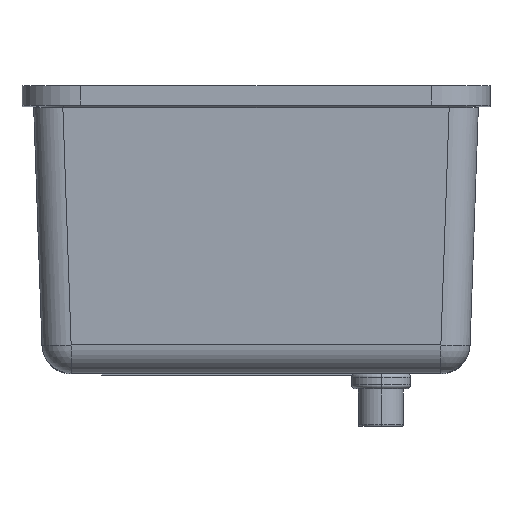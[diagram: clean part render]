
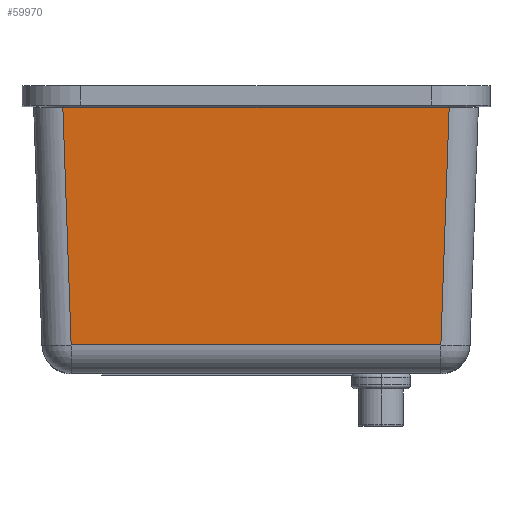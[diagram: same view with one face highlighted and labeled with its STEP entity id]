
A CAD part, top view. The second image highlights one B-rep face of the part: STEP entity #59970.
In plain terms, the highlighted face is planar.
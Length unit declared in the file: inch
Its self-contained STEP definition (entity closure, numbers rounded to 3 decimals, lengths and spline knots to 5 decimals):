
#920 = EDGE_LOOP ( 'NONE', ( #42002, #15004, #14744, #10827 ) ) ;
#3908 = VERTEX_POINT ( 'NONE', #93910 ) ;
#3926 = PLANE ( 'NONE',  #10816 ) ;
#8498 = VERTEX_POINT ( 'NONE', #8611 ) ;
#8611 = CARTESIAN_POINT ( 'NONE',  ( -1.44694, -1.51953, -1.18505 ) ) ;
#10219 = EDGE_CURVE ( 'NONE', #36073, #8498, #69427, .T. ) ;
#10591 = DIRECTION ( 'NONE',  ( -0.999, -0.035, 0. ) ) ;
#10816 = AXIS2_PLACEMENT_3D ( 'NONE', #90723, #10591, #68327 ) ;
#10827 = ORIENTED_EDGE ( 'NONE', *, *, #10219, .T. ) ;
#13733 = CARTESIAN_POINT ( 'NONE',  ( -1.44694, -1.51953, 1.18505 ) ) ;
#14744 = ORIENTED_EDGE ( 'NONE', *, *, #21105, .F. ) ;
#15004 = ORIENTED_EDGE ( 'NONE', *, *, #28930, .T. ) ;
#16104 = LINE ( 'NONE', #30110, #69773 ) ;
#16735 = FACE_OUTER_BOUND ( 'NONE', #920, .T. ) ;
#18763 = CARTESIAN_POINT ( 'NONE',  ( -1.49676, -0.09277, 1.23487 ) ) ;
#21105 = EDGE_CURVE ( 'NONE', #36073, #3908, #33489, .T. ) ;
#27140 = LINE ( 'NONE', #18763, #56826 ) ;
#27258 = CARTESIAN_POINT ( 'NONE',  ( -1.5, 0., -1.425 ) ) ;
#28930 = EDGE_CURVE ( 'NONE', #32488, #3908, #27140, .T. ) ;
#30110 = CARTESIAN_POINT ( 'NONE',  ( -1.44694, -1.51953, -1.425 ) ) ;
#32050 = EDGE_CURVE ( 'NONE', #8498, #32488, #16104, .T. ) ;
#32488 = VERTEX_POINT ( 'NONE', #13733 ) ;
#33489 = LINE ( 'NONE', #27258, #72282 ) ;
#34679 = DIRECTION ( 'NONE',  ( 0.035, -0.999, 0.035 ) ) ;
#36073 = VERTEX_POINT ( 'NONE', #86458 ) ;
#42002 = ORIENTED_EDGE ( 'NONE', *, *, #32050, .T. ) ;
#49702 = CARTESIAN_POINT ( 'NONE',  ( -1.50023, 0.00651, -1.23834 ) ) ;
#51532 = DIRECTION ( 'NONE',  ( 0., 0., 1. ) ) ;
#56826 = VECTOR ( 'NONE', #91571, 39.37008 ) ;
#59970 = ADVANCED_FACE ( 'NONE', ( #16735 ), #3926, .T. ) ;
#68327 = DIRECTION ( 'NONE',  ( 0.035, -0.999, 0. ) ) ;
#69427 = LINE ( 'NONE', #49702, #80835 ) ;
#69773 = VECTOR ( 'NONE', #51532, 39.37008 ) ;
#72282 = VECTOR ( 'NONE', #93005, 39.37008 ) ;
#80835 = VECTOR ( 'NONE', #34679, 39.37008 ) ;
#86458 = CARTESIAN_POINT ( 'NONE',  ( -1.5, 0., -1.23811 ) ) ;
#90723 = CARTESIAN_POINT ( 'NONE',  ( -1.5, 0., -1.425 ) ) ;
#91571 = DIRECTION ( 'NONE',  ( -0.035, 0.999, 0.035 ) ) ;
#93005 = DIRECTION ( 'NONE',  ( 0., 0., 1. ) ) ;
#93910 = CARTESIAN_POINT ( 'NONE',  ( -1.5, 0., 1.23811 ) ) ;
